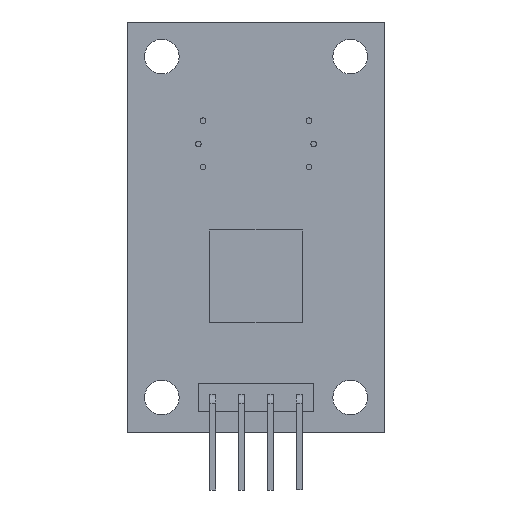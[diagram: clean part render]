
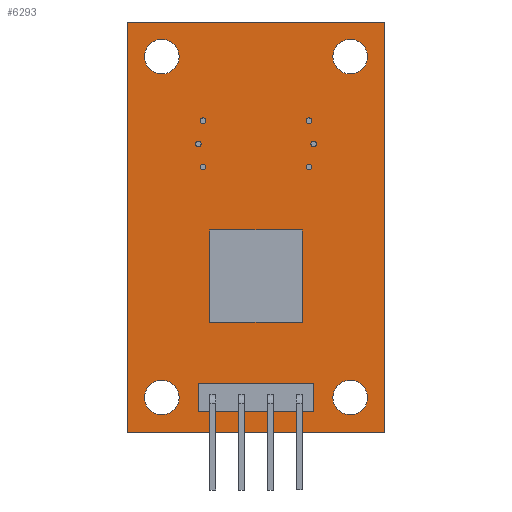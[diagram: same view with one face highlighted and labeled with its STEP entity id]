
A CAD part, front view. The second image highlights one B-rep face of the part: STEP entity #6293.
In plain terms, the highlighted planar face has unit normal (0, -1, 0).
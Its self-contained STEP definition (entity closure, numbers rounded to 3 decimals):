
#56 = CIRCLE ( 'NONE', #6471, 1.5 ) ;
#286 = ORIENTED_EDGE ( 'NONE', *, *, #4907, .F. ) ;
#301 = LINE ( 'NONE', #2305, #6883 ) ;
#370 = ORIENTED_EDGE ( 'NONE', *, *, #850, .T. ) ;
#438 = DIRECTION ( 'NONE',  ( 0., 1., 0. ) ) ;
#502 = CARTESIAN_POINT ( 'NONE',  ( 11.15, 0., 17.75 ) ) ;
#755 = VERTEX_POINT ( 'NONE', #2019 ) ;
#765 = CARTESIAN_POINT ( 'NONE',  ( 8.15, 0., 13.25 ) ) ;
#767 = FACE_BOUND ( 'NONE', #5764, .T. ) ;
#780 = DIRECTION ( 'NONE',  ( 0., 1., 0. ) ) ;
#809 = VERTEX_POINT ( 'NONE', #2658 ) ;
#812 = CARTESIAN_POINT ( 'NONE',  ( -8.15, 0., -13.25 ) ) ;
#850 = EDGE_CURVE ( 'NONE', #2318, #7936, #6500, .T. ) ;
#852 = AXIS2_PLACEMENT_3D ( 'NONE', #4901, #438, #4268 ) ;
#866 = EDGE_CURVE ( 'NONE', #2459, #6428, #1021, .T. ) ;
#1005 = EDGE_CURVE ( 'NONE', #6428, #2459, #5393, .T. ) ;
#1021 = CIRCLE ( 'NONE', #7585, 1.5 ) ;
#1095 = DIRECTION ( 'NONE',  ( 0., 1., 0. ) ) ;
#1368 = CARTESIAN_POINT ( 'NONE',  ( 11.15, 0., -17.75 ) ) ;
#1487 = VERTEX_POINT ( 'NONE', #765 ) ;
#1562 = CARTESIAN_POINT ( 'NONE',  ( -11.15, 0., 17.75 ) ) ;
#1847 = EDGE_CURVE ( 'NONE', #1487, #7042, #6377, .T. ) ;
#1967 = AXIS2_PLACEMENT_3D ( 'NONE', #3468, #7921, #4104 ) ;
#2003 = DIRECTION ( 'NONE',  ( -1., 0., 0. ) ) ;
#2019 = CARTESIAN_POINT ( 'NONE',  ( 8.15, 0., -16.25 ) ) ;
#2229 = CARTESIAN_POINT ( 'NONE',  ( 0., 0., 0. ) ) ;
#2305 = CARTESIAN_POINT ( 'NONE',  ( 11.15, 0., 17.75 ) ) ;
#2318 = VERTEX_POINT ( 'NONE', #812 ) ;
#2371 = CARTESIAN_POINT ( 'NONE',  ( -8.15, 0., 13.25 ) ) ;
#2411 = EDGE_CURVE ( 'NONE', #6714, #755, #4063, .T. ) ;
#2459 = VERTEX_POINT ( 'NONE', #6661 ) ;
#2464 = FACE_OUTER_BOUND ( 'NONE', #7836, .T. ) ;
#2658 = CARTESIAN_POINT ( 'NONE',  ( 11.15, 0., -17.75 ) ) ;
#2849 = CARTESIAN_POINT ( 'NONE',  ( -8.15, 0., -16.25 ) ) ;
#2863 = DIRECTION ( 'NONE',  ( 0., 0., -1. ) ) ;
#2937 = DIRECTION ( 'NONE',  ( 1., 0., 0. ) ) ;
#3194 = CARTESIAN_POINT ( 'NONE',  ( 8.15, 0., -14.75 ) ) ;
#3354 = EDGE_CURVE ( 'NONE', #7549, #6275, #7900, .T. ) ;
#3362 = DIRECTION ( 'NONE',  ( 0., 1., 0. ) ) ;
#3363 = ORIENTED_EDGE ( 'NONE', *, *, #4476, .T. ) ;
#3439 = AXIS2_PLACEMENT_3D ( 'NONE', #3194, #7657, #3850 ) ;
#3468 = CARTESIAN_POINT ( 'NONE',  ( 8.15, 0., -14.75 ) ) ;
#3594 = EDGE_LOOP ( 'NONE', ( #5056, #3363 ) ) ;
#3767 = LINE ( 'NONE', #6854, #6940 ) ;
#3850 = DIRECTION ( 'NONE',  ( 0., 0., 1. ) ) ;
#3959 = ORIENTED_EDGE ( 'NONE', *, *, #8005, .F. ) ;
#4053 = DIRECTION ( 'NONE',  ( 0., 0., 1. ) ) ;
#4063 = CIRCLE ( 'NONE', #1967, 1.5 ) ;
#4104 = DIRECTION ( 'NONE',  ( 0., 0., 1. ) ) ;
#4112 = DIRECTION ( 'NONE',  ( 0., 1., 0. ) ) ;
#4133 = CARTESIAN_POINT ( 'NONE',  ( 8.15, 0., -13.25 ) ) ;
#4193 = CARTESIAN_POINT ( 'NONE',  ( -11.15, 0., -17.75 ) ) ;
#4268 = DIRECTION ( 'NONE',  ( 0., 0., 1. ) ) ;
#4344 = EDGE_CURVE ( 'NONE', #755, #6714, #7999, .T. ) ;
#4450 = EDGE_LOOP ( 'NONE', ( #5519, #8249 ) ) ;
#4476 = EDGE_CURVE ( 'NONE', #7042, #1487, #5008, .T. ) ;
#4483 = CARTESIAN_POINT ( 'NONE',  ( -8.15, 0., -14.75 ) ) ;
#4489 = ORIENTED_EDGE ( 'NONE', *, *, #4344, .T. ) ;
#4521 = ORIENTED_EDGE ( 'NONE', *, *, #2411, .T. ) ;
#4592 = AXIS2_PLACEMENT_3D ( 'NONE', #4483, #6441, #4053 ) ;
#4602 = CARTESIAN_POINT ( 'NONE',  ( 8.15, 0., 14.75 ) ) ;
#4836 = DIRECTION ( 'NONE',  ( 0., 0., 1. ) ) ;
#4860 = AXIS2_PLACEMENT_3D ( 'NONE', #2229, #6694, #2863 ) ;
#4901 = CARTESIAN_POINT ( 'NONE',  ( -8.15, 0., 14.75 ) ) ;
#4907 = EDGE_CURVE ( 'NONE', #809, #7549, #5610, .T. ) ;
#4912 = CARTESIAN_POINT ( 'NONE',  ( -11.15, 0., -17.75 ) ) ;
#4915 = CARTESIAN_POINT ( 'NONE',  ( -8.15, 0., -14.75 ) ) ;
#5008 = CIRCLE ( 'NONE', #5824, 1.5 ) ;
#5056 = ORIENTED_EDGE ( 'NONE', *, *, #1847, .T. ) ;
#5206 = ORIENTED_EDGE ( 'NONE', *, *, #6452, .F. ) ;
#5237 = DIRECTION ( 'NONE',  ( 0., 0., 1. ) ) ;
#5263 = VERTEX_POINT ( 'NONE', #502 ) ;
#5376 = PLANE ( 'NONE',  #4860 ) ;
#5393 = CIRCLE ( 'NONE', #852, 1.5 ) ;
#5519 = ORIENTED_EDGE ( 'NONE', *, *, #1005, .T. ) ;
#5539 = DIRECTION ( 'NONE',  ( 0., 0., 1. ) ) ;
#5610 = LINE ( 'NONE', #1368, #7512 ) ;
#5648 = FACE_BOUND ( 'NONE', #3594, .T. ) ;
#5764 = EDGE_LOOP ( 'NONE', ( #7561, #370 ) ) ;
#5804 = CARTESIAN_POINT ( 'NONE',  ( -8.15, 0., 14.75 ) ) ;
#5824 = AXIS2_PLACEMENT_3D ( 'NONE', #7171, #3362, #7813 ) ;
#6150 = EDGE_LOOP ( 'NONE', ( #4489, #4521 ) ) ;
#6204 = VECTOR ( 'NONE', #4836, 1000. ) ;
#6275 = VERTEX_POINT ( 'NONE', #1562 ) ;
#6293 = ADVANCED_FACE ( 'NONE', ( #7353, #7552, #2464, #767, #5648 ), #5376, .T. ) ;
#6377 = CIRCLE ( 'NONE', #7485, 1.5 ) ;
#6403 = EDGE_CURVE ( 'NONE', #7936, #2318, #56, .T. ) ;
#6428 = VERTEX_POINT ( 'NONE', #2371 ) ;
#6441 = DIRECTION ( 'NONE',  ( 0., 1., 0. ) ) ;
#6452 = EDGE_CURVE ( 'NONE', #5263, #809, #3767, .T. ) ;
#6471 = AXIS2_PLACEMENT_3D ( 'NONE', #4915, #1095, #5539 ) ;
#6500 = CIRCLE ( 'NONE', #4592, 1.5 ) ;
#6661 = CARTESIAN_POINT ( 'NONE',  ( -8.15, 0., 16.25 ) ) ;
#6694 = DIRECTION ( 'NONE',  ( 0., -1., 0. ) ) ;
#6714 = VERTEX_POINT ( 'NONE', #4133 ) ;
#6808 = CARTESIAN_POINT ( 'NONE',  ( 8.15, 0., 16.25 ) ) ;
#6854 = CARTESIAN_POINT ( 'NONE',  ( 11.15, 0., -17.75 ) ) ;
#6883 = VECTOR ( 'NONE', #2937, 1000. ) ;
#6940 = VECTOR ( 'NONE', #8145, 1000. ) ;
#7042 = VERTEX_POINT ( 'NONE', #6808 ) ;
#7171 = CARTESIAN_POINT ( 'NONE',  ( 8.15, 0., 14.75 ) ) ;
#7238 = ORIENTED_EDGE ( 'NONE', *, *, #3354, .F. ) ;
#7353 = FACE_BOUND ( 'NONE', #4450, .T. ) ;
#7485 = AXIS2_PLACEMENT_3D ( 'NONE', #4602, #780, #5237 ) ;
#7512 = VECTOR ( 'NONE', #2003, 1000. ) ;
#7549 = VERTEX_POINT ( 'NONE', #4912 ) ;
#7552 = FACE_BOUND ( 'NONE', #6150, .T. ) ;
#7561 = ORIENTED_EDGE ( 'NONE', *, *, #6403, .T. ) ;
#7585 = AXIS2_PLACEMENT_3D ( 'NONE', #5804, #4112, #7932 ) ;
#7657 = DIRECTION ( 'NONE',  ( 0., 1., 0. ) ) ;
#7813 = DIRECTION ( 'NONE',  ( 0., 0., 1. ) ) ;
#7836 = EDGE_LOOP ( 'NONE', ( #7238, #286, #5206, #3959 ) ) ;
#7900 = LINE ( 'NONE', #4193, #6204 ) ;
#7921 = DIRECTION ( 'NONE',  ( 0., 1., 0. ) ) ;
#7932 = DIRECTION ( 'NONE',  ( 0., 0., 1. ) ) ;
#7936 = VERTEX_POINT ( 'NONE', #2849 ) ;
#7999 = CIRCLE ( 'NONE', #3439, 1.5 ) ;
#8005 = EDGE_CURVE ( 'NONE', #6275, #5263, #301, .T. ) ;
#8145 = DIRECTION ( 'NONE',  ( 0., 0., -1. ) ) ;
#8249 = ORIENTED_EDGE ( 'NONE', *, *, #866, .T. ) ;
